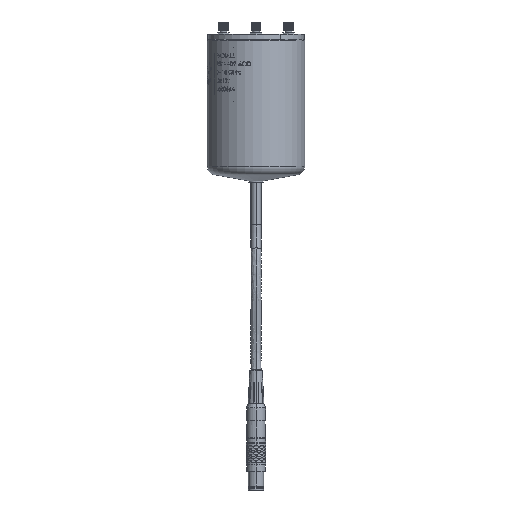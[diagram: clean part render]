
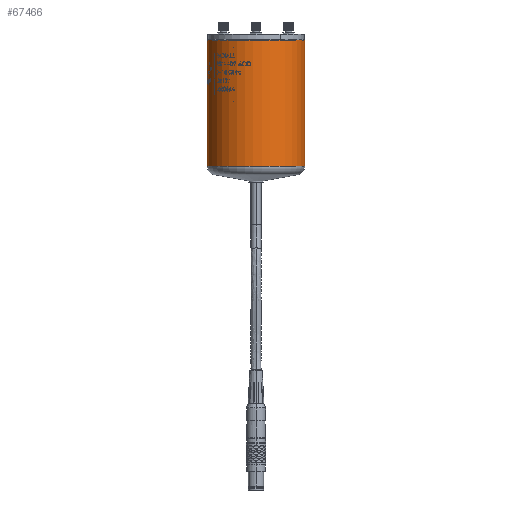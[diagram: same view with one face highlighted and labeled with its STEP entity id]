
A CAD part, left-side view. The second image highlights one B-rep face of the part: STEP entity #67466.
In plain terms, the highlighted cylindrical face has radius 29.05 mm (diameter 58.1 mm), a partial arc.
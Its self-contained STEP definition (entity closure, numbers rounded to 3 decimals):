
#1708 = VECTOR ( 'NONE', #59246, 1000. ) ;
#4272 = EDGE_CURVE ( 'NONE', #87526, #33963, #56974, .T. ) ;
#9477 = AXIS2_PLACEMENT_3D ( 'NONE', #27192, #61306, #16337 ) ;
#9989 = DIRECTION ( 'NONE',  ( 0., -1., 0. ) ) ;
#10406 = ORIENTED_EDGE ( 'NONE', *, *, #15058, .F. ) ;
#11044 = CARTESIAN_POINT ( 'NONE',  ( 0., 0., -29.05 ) ) ;
#11445 = AXIS2_PLACEMENT_3D ( 'NONE', #51495, #9989, #58469 ) ;
#13648 = CARTESIAN_POINT ( 'NONE',  ( 0., 0.3, 29.05 ) ) ;
#13736 = DIRECTION ( 'NONE',  ( 0., -1., 0. ) ) ;
#14055 = ORIENTED_EDGE ( 'NONE', *, *, #4272, .T. ) ;
#15058 = EDGE_CURVE ( 'NONE', #88734, #25492, #65261, .T. ) ;
#15080 = ORIENTED_EDGE ( 'NONE', *, *, #28048, .F. ) ;
#15495 = DIRECTION ( 'NONE',  ( 0., -1., 0. ) ) ;
#16337 = DIRECTION ( 'NONE',  ( 0., 0., -1. ) ) ;
#21433 = DIRECTION ( 'NONE',  ( 0., 0., -1. ) ) ;
#25492 = VERTEX_POINT ( 'NONE', #13648 ) ;
#27192 = CARTESIAN_POINT ( 'NONE',  ( 0., 0.3, 0. ) ) ;
#28048 = EDGE_CURVE ( 'NONE', #25492, #33963, #56461, .T. ) ;
#30688 = VECTOR ( 'NONE', #15495, 1000. ) ;
#31145 = CARTESIAN_POINT ( 'NONE',  ( 0., 0.3, -29.05 ) ) ;
#33361 = CARTESIAN_POINT ( 'NONE',  ( 0., 75.444, -29.05 ) ) ;
#33669 = CARTESIAN_POINT ( 'NONE',  ( 0., 75.444, 29.05 ) ) ;
#33963 = VERTEX_POINT ( 'NONE', #31145 ) ;
#34619 = CYLINDRICAL_SURFACE ( 'NONE', #79803, 29.05 ) ;
#36767 = FACE_OUTER_BOUND ( 'NONE', #73524, .T. ) ;
#46816 = EDGE_CURVE ( 'NONE', #88734, #87526, #89363, .T. ) ;
#51495 = CARTESIAN_POINT ( 'NONE',  ( 0., 75.444, 0. ) ) ;
#55085 = CARTESIAN_POINT ( 'NONE',  ( 0., 0., 29.05 ) ) ;
#56461 = CIRCLE ( 'NONE', #9477, 29.05 ) ;
#56974 = LINE ( 'NONE', #11044, #1708 ) ;
#58469 = DIRECTION ( 'NONE',  ( 0., 0., -1. ) ) ;
#59201 = CARTESIAN_POINT ( 'NONE',  ( 0., 0., 0. ) ) ;
#59246 = DIRECTION ( 'NONE',  ( 0., -1., 0. ) ) ;
#61306 = DIRECTION ( 'NONE',  ( 0., -1., 0. ) ) ;
#65261 = LINE ( 'NONE', #55085, #30688 ) ;
#67466 = ADVANCED_FACE ( 'NONE', ( #36767 ), #34619, .T. ) ;
#73524 = EDGE_LOOP ( 'NONE', ( #10406, #85270, #14055, #15080 ) ) ;
#79803 = AXIS2_PLACEMENT_3D ( 'NONE', #59201, #13736, #21433 ) ;
#85270 = ORIENTED_EDGE ( 'NONE', *, *, #46816, .T. ) ;
#87526 = VERTEX_POINT ( 'NONE', #33361 ) ;
#88734 = VERTEX_POINT ( 'NONE', #33669 ) ;
#89363 = CIRCLE ( 'NONE', #11445, 29.05 ) ;
